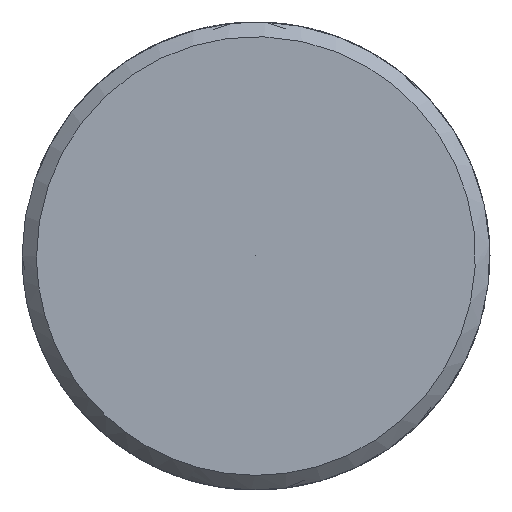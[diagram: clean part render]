
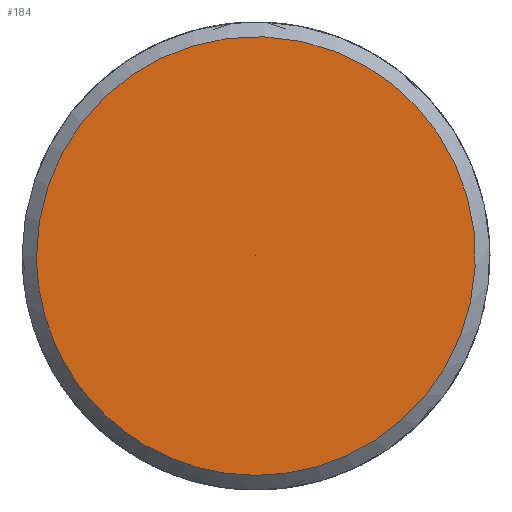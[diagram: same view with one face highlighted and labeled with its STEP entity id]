
A CAD part, left-side view. The second image highlights one B-rep face of the part: STEP entity #184.
In plain terms, the highlighted free-form (B-spline) face has degree [5, 3] with [6, 4] control points.
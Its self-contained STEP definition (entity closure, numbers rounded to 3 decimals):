
#98 = CARTESIAN_POINT ('', (-100., 3.75, 0.));
#99 = VERTEX_POINT ('', #98);
#109 = CARTESIAN_POINT ('', (-100., 3.75, 0.));
#110 = CARTESIAN_POINT ('', (-100., 3.75, 15.));
#111 = CARTESIAN_POINT ('', (-100., -11.25, 7.5));
#112 = CARTESIAN_POINT ('', (-100., -11.25, -7.5));
#113 = CARTESIAN_POINT ('', (-100., 3.75, -15.));
#114 = CARTESIAN_POINT ('', (-100., 3.75, 0.));
#115 = (
   BOUNDED_CURVE ()
   B_SPLINE_CURVE (5, (#109, #110, #111, #112, #113, #114), .UNSPECIFIED., .T., .U.)
   B_SPLINE_CURVE_WITH_KNOTS ((6, 6), (0., 1.), .UNSPECIFIED.)
   CURVE ()
   GEOMETRIC_REPRESENTATION_ITEM ()
   RATIONAL_B_SPLINE_CURVE ((5., 1., 1., 1., 1., 5.))
   REPRESENTATION_ITEM ('')
);
#116 = EDGE_CURVE ('', #99, #99, #115, .T.);
#146 = CARTESIAN_POINT ('', (-100., 0., 0.));
#147 = VERTEX_POINT ('', #146);
#148 = CARTESIAN_POINT ('', (-100., 3.75, 0.));
#149 = CARTESIAN_POINT ('', (-100., 2.5, 0.));
#150 = CARTESIAN_POINT ('', (-100., 1.25, 0.));
#151 = CARTESIAN_POINT ('', (-100., 0., 0.));
#152 = B_SPLINE_CURVE_WITH_KNOTS ('', 3, (#148, #149, #150, #151), .UNSPECIFIED., .F., .U., (4, 4), (0., 1.), .UNSPECIFIED.);
#153 = EDGE_CURVE ('', #99, #147, #152, .T.);
#154 = ORIENTED_EDGE ('', *, *, #153, .F.);
#155 = ORIENTED_EDGE ('', *, *, #116, .T.);
#156 = ORIENTED_EDGE ('', *, *, #153, .T.);
#157 = EDGE_LOOP ('', (#154, #155, #156));
#158 = FACE_OUTER_BOUND ('', #157, .F.);
#159 = CARTESIAN_POINT ('', (-100., 3.75, 0.));
#160 = CARTESIAN_POINT ('', (-100., 2.5, 0.));
#161 = CARTESIAN_POINT ('', (-100., 1.25, 0.));
#162 = CARTESIAN_POINT ('', (-100., 0., 0.));
#163 = CARTESIAN_POINT ('', (-100., 3.75, 15.));
#164 = CARTESIAN_POINT ('', (-100., 2.5, 10.));
#165 = CARTESIAN_POINT ('', (-100., 1.25, 5.));
#166 = CARTESIAN_POINT ('', (-100., 0., 0.));
#167 = CARTESIAN_POINT ('', (-100., -11.25, 7.5));
#168 = CARTESIAN_POINT ('', (-100., -7.5, 5.));
#169 = CARTESIAN_POINT ('', (-100., -3.75, 2.5));
#170 = CARTESIAN_POINT ('', (-100., 0., 0.));
#171 = CARTESIAN_POINT ('', (-100., -11.25, -7.5));
#172 = CARTESIAN_POINT ('', (-100., -7.5, -5.));
#173 = CARTESIAN_POINT ('', (-100., -3.75, -2.5));
#174 = CARTESIAN_POINT ('', (-100., 0., 0.));
#175 = CARTESIAN_POINT ('', (-100., 3.75, -15.));
#176 = CARTESIAN_POINT ('', (-100., 2.5, -10.));
#177 = CARTESIAN_POINT ('', (-100., 1.25, -5.));
#178 = CARTESIAN_POINT ('', (-100., 0., 0.));
#179 = CARTESIAN_POINT ('', (-100., 3.75, 0.));
#180 = CARTESIAN_POINT ('', (-100., 2.5, 0.));
#181 = CARTESIAN_POINT ('', (-100., 1.25, 0.));
#182 = CARTESIAN_POINT ('', (-100., 0., 0.));
#183 = (
   BOUNDED_SURFACE ()
   B_SPLINE_SURFACE (5, 3, ((#159, #160, #161, #162), (#163, #164, #165, #166), (#167, #168, #169, #170), (#171, #172, #173, #174), (#175, #176, #177, #178), (#179, #180, #181, #182)), .UNSPECIFIED., .T., .F., .U.)
   B_SPLINE_SURFACE_WITH_KNOTS ((6, 6), (4, 4), (0., 1.), (0., 1.), .UNSPECIFIED.)
   SURFACE ()
   GEOMETRIC_REPRESENTATION_ITEM ()
   RATIONAL_B_SPLINE_SURFACE (((5., 5., 5., 5.), (1., 1., 1., 1.), (1., 1., 1., 1.), (1., 1., 1., 1.), (1., 1., 1., 1.), (5., 5., 5., 5.)))
   REPRESENTATION_ITEM ('')
);
#184 = ADVANCED_FACE ('', (#158), #183, .F.);
